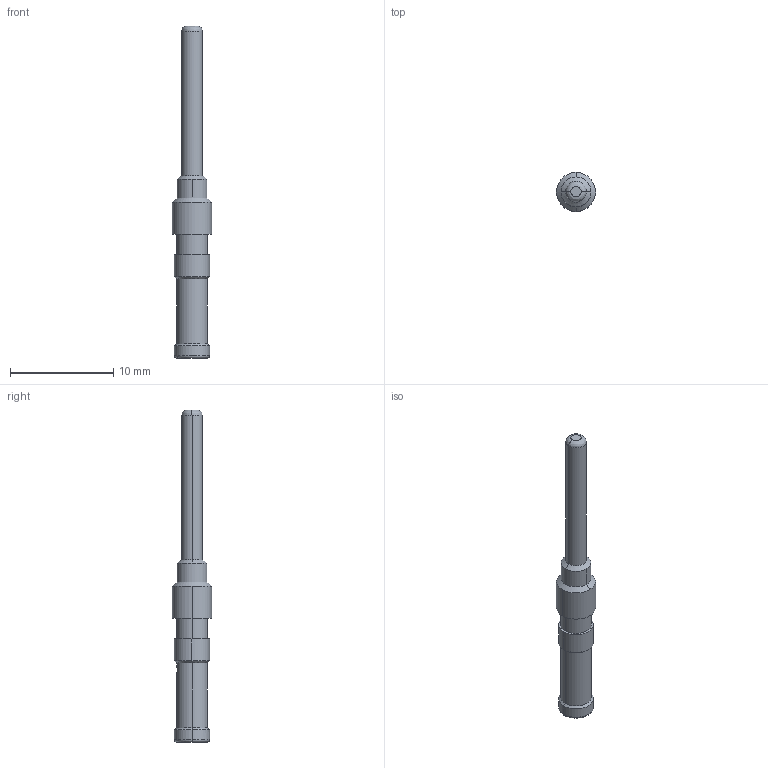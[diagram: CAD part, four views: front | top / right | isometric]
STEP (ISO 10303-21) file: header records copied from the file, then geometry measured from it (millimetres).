
FILE_DESCRIPTION((''),'2;1');
FILE_NAME('3D_1010322100911_M40-AMC30G-15','2017-07-14T',('zm.lin'),(''),'PRO/ENGINEER BY PARAMETRIC TECHNOLOGY CORPORATION, 2012480','PRO/ENGINEER BY PARAMETRIC TECHNOLOGY CORPORATION, 2012480','');
FILE_SCHEMA(('CONFIG_CONTROL_DESIGN'));
Length unit declared in the file: millimetre
Products named in the file (1): 3D_1010322100911_M40-AMC30G-15
Bounding box: 3.8 x 3.8 x 32.2 mm (x, y, z)
Volume: 170 mm3; surface area: 333 mm2
Topology: 1 solids, 1 shells, 38 faces, 96 edges, 61 vertices
Faces by surface type: cylinder 18, cone 12, plane 4, bspline 2, torus 2
Entity records: 1480 total; most frequent: CARTESIAN_POINT 307, DIRECTION 222, ORIENTED_EDGE 188, COLOUR_RGB 177, AXIS2_PLACEMENT_3D 96, EDGE_CURVE 94, VERTEX_POINT 61, CIRCLE 60
